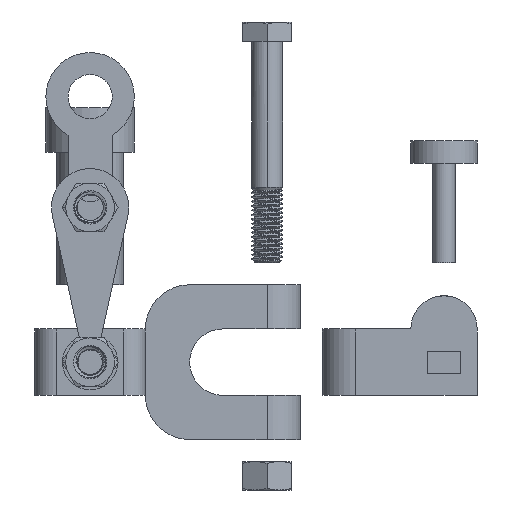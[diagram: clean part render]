
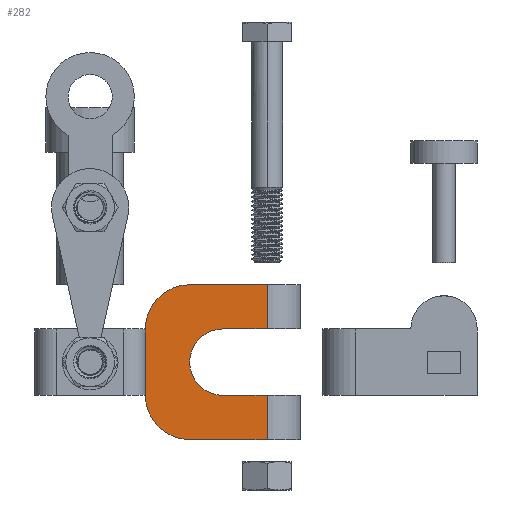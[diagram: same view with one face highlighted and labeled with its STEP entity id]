
A CAD part, left-side view. The second image highlights one B-rep face of the part: STEP entity #282.
In plain terms, the highlighted planar face has unit normal (-1, 0, 0).
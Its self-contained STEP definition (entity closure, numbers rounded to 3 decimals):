
#91 = EDGE_CURVE('',#92,#94,#96,.T.);
#92 = VERTEX_POINT('',#93);
#93 = CARTESIAN_POINT('',(-15.,15.,-35.));
#94 = VERTEX_POINT('',#95);
#95 = CARTESIAN_POINT('',(-15.,-20.,-35.));
#96 = LINE('',#97,#98);
#97 = CARTESIAN_POINT('',(-15.,-2.5,-35.));
#98 = VECTOR('',#99,1.);
#99 = DIRECTION('',(-0.,-1.,-0.));
#237 = VERTEX_POINT('',#238);
#238 = CARTESIAN_POINT('',(-15.,-20.,-15.));
#254 = VERTEX_POINT('',#255);
#255 = CARTESIAN_POINT('',(-15.,0.,-15.));
#261 = EDGE_CURVE('',#237,#254,#262,.T.);
#262 = LINE('',#263,#264);
#263 = CARTESIAN_POINT('',(-15.,-27.5,-15.));
#264 = VECTOR('',#265,1.);
#265 = DIRECTION('',(0.,1.,-0.));
#282 = ADVANCED_FACE('',(#283),#350,.T.);
#283 = FACE_BOUND('',#284,.T.);
#284 = EDGE_LOOP('',(#285,#286,#292,#293,#302,#310,#318,#326,#335,#343)
  );
#285 = ORIENTED_EDGE('',*,*,#91,.T.);
#286 = ORIENTED_EDGE('',*,*,#287,.T.);
#287 = EDGE_CURVE('',#94,#237,#288,.T.);
#288 = LINE('',#289,#290);
#289 = CARTESIAN_POINT('',(-15.,-20.,-35.01));
#290 = VECTOR('',#291,1.);
#291 = DIRECTION('',(0.,0.,1.));
#292 = ORIENTED_EDGE('',*,*,#261,.T.);
#293 = ORIENTED_EDGE('',*,*,#294,.F.);
#294 = EDGE_CURVE('',#295,#254,#297,.T.);
#295 = VERTEX_POINT('',#296);
#296 = CARTESIAN_POINT('',(-15.,0.,15.));
#297 = CIRCLE('',#298,15.);
#298 = AXIS2_PLACEMENT_3D('',#299,#300,#301);
#299 = CARTESIAN_POINT('',(-15.,0.,0.));
#300 = DIRECTION('',(-1.,0.,0.));
#301 = DIRECTION('',(0.,1.,0.));
#302 = ORIENTED_EDGE('',*,*,#303,.T.);
#303 = EDGE_CURVE('',#295,#304,#306,.T.);
#304 = VERTEX_POINT('',#305);
#305 = CARTESIAN_POINT('',(-15.,-20.,15.));
#306 = LINE('',#307,#308);
#307 = CARTESIAN_POINT('',(-15.,-10.,15.));
#308 = VECTOR('',#309,1.);
#309 = DIRECTION('',(-0.,-1.,-0.));
#310 = ORIENTED_EDGE('',*,*,#311,.T.);
#311 = EDGE_CURVE('',#304,#312,#314,.T.);
#312 = VERTEX_POINT('',#313);
#313 = CARTESIAN_POINT('',(-15.,-20.,35.));
#314 = LINE('',#315,#316);
#315 = CARTESIAN_POINT('',(-15.,-20.,-35.01));
#316 = VECTOR('',#317,1.);
#317 = DIRECTION('',(0.,0.,1.));
#318 = ORIENTED_EDGE('',*,*,#319,.T.);
#319 = EDGE_CURVE('',#312,#320,#322,.T.);
#320 = VERTEX_POINT('',#321);
#321 = CARTESIAN_POINT('',(-15.,15.,35.));
#322 = LINE('',#323,#324);
#323 = CARTESIAN_POINT('',(-15.,-27.5,35.));
#324 = VECTOR('',#325,1.);
#325 = DIRECTION('',(0.,1.,-0.));
#326 = ORIENTED_EDGE('',*,*,#327,.T.);
#327 = EDGE_CURVE('',#320,#328,#330,.T.);
#328 = VERTEX_POINT('',#329);
#329 = CARTESIAN_POINT('',(-15.,35.,15.));
#330 = CIRCLE('',#331,20.);
#331 = AXIS2_PLACEMENT_3D('',#332,#333,#334);
#332 = CARTESIAN_POINT('',(-15.,15.,15.));
#333 = DIRECTION('',(-1.,0.,0.));
#334 = DIRECTION('',(0.,1.,0.));
#335 = ORIENTED_EDGE('',*,*,#336,.F.);
#336 = EDGE_CURVE('',#337,#328,#339,.T.);
#337 = VERTEX_POINT('',#338);
#338 = CARTESIAN_POINT('',(-15.,35.,-15.));
#339 = LINE('',#340,#341);
#340 = CARTESIAN_POINT('',(-15.,35.,-35.01));
#341 = VECTOR('',#342,1.);
#342 = DIRECTION('',(0.,0.,1.));
#343 = ORIENTED_EDGE('',*,*,#344,.T.);
#344 = EDGE_CURVE('',#337,#92,#345,.T.);
#345 = CIRCLE('',#346,20.);
#346 = AXIS2_PLACEMENT_3D('',#347,#348,#349);
#347 = CARTESIAN_POINT('',(-15.,15.,-15.));
#348 = DIRECTION('',(-1.,0.,0.));
#349 = DIRECTION('',(0.,1.,0.));
#350 = PLANE('',#351);
#351 = AXIS2_PLACEMENT_3D('',#352,#353,#354);
#352 = CARTESIAN_POINT('',(-15.,-20.,-35.01));
#353 = DIRECTION('',(-1.,0.,0.));
#354 = DIRECTION('',(0.,1.,0.));
